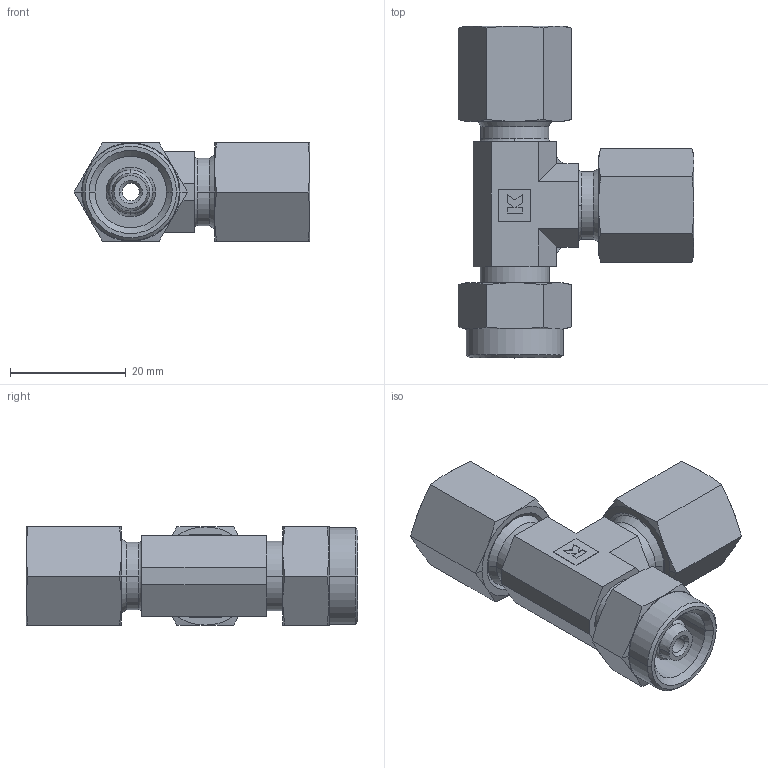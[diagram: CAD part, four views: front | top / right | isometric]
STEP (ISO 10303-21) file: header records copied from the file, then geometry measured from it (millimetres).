
FILE_DESCRIPTION( ( '' ), '1' );
FILE_NAME( '386880614.stp', '2012-08-13T09:33:45', ( '' ), ( '' ), ' ', ' ', ' ' );
FILE_SCHEMA( ( 'CONFIG_CONTROL_DESIGN' ) );
Length unit declared in the file: millimetre
Products named in the file (5): 1; 2; 3; 4; 5
Bounding box: 40.81 x 57.4 x 17 mm (x, y, z)
Volume: 14702.5 mm3; surface area: 9696.7 mm2
Topology: 5 solids, 6 shells, 246 faces, 555 edges, 334 vertices
Faces by surface type: cone 96, plane 96, cylinder 42, torus 12
Entity records: 6963 total; most frequent: CARTESIAN_POINT 1284, DIRECTION 1199, ORIENTED_EDGE 1110, EDGE_CURVE 555, AXIS2_PLACEMENT_3D 465, VERTEX_POINT 334, EDGE_LOOP 273, LINE 269
